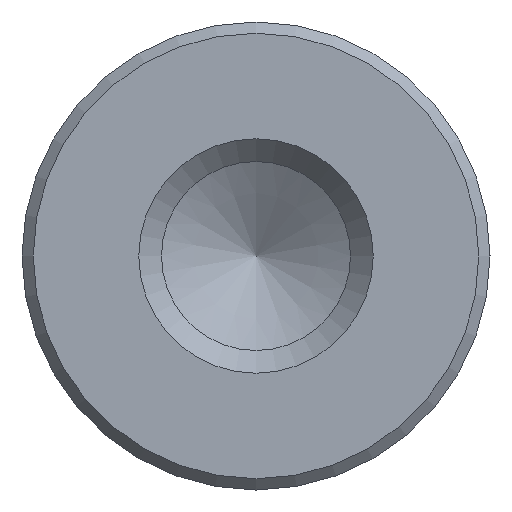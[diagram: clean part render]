
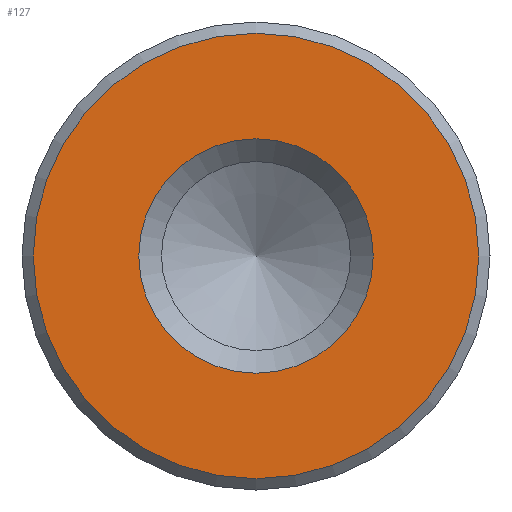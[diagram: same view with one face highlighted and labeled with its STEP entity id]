
A CAD part, left-side view. The second image highlights one B-rep face of the part: STEP entity #127.
In plain terms, the highlighted planar face has unit normal (-1, 0, 0).
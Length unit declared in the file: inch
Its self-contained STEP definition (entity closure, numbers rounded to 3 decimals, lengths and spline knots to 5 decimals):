
#31=ORIENTED_EDGE('',*,*,#51,.F.);
#32=ORIENTED_EDGE('',*,*,#52,.T.);
#51=EDGE_CURVE('',#61,#61,#73,.T.);
#52=EDGE_CURVE('',#62,#62,#74,.T.);
#61=VERTEX_POINT('',#219);
#62=VERTEX_POINT('',#221);
#73=CIRCLE('',#152,0.2975);
#74=CIRCLE('',#153,0.1565);
#83=EDGE_LOOP('',(#31));
#84=EDGE_LOOP('',(#32));
#103=FACE_BOUND('',#83,.T.);
#104=FACE_BOUND('',#84,.T.);
#125=PLANE('',#151);
#127=ADVANCED_FACE('',(#103,#104),#125,.F.);
#151=AXIS2_PLACEMENT_3D('',#217,#174,#175);
#152=AXIS2_PLACEMENT_3D('',#218,#176,#177);
#153=AXIS2_PLACEMENT_3D('',#220,#178,#179);
#174=DIRECTION('',(1.,0.,0.));
#175=DIRECTION('',(0.,0.,-1.));
#176=DIRECTION('',(1.,0.,0.));
#177=DIRECTION('',(0.,0.,-1.));
#178=DIRECTION('',(1.,0.,0.));
#179=DIRECTION('',(0.,0.,-1.));
#217=CARTESIAN_POINT('',(0.,0.,0.));
#218=CARTESIAN_POINT('',(0.,0.,0.));
#219=CARTESIAN_POINT('',(0.,0.,-0.2975));
#220=CARTESIAN_POINT('',(0.,0.,0.));
#221=CARTESIAN_POINT('',(0.,0.,-0.1565));
